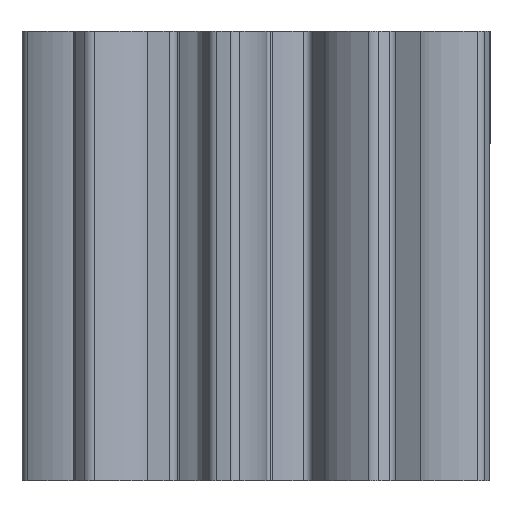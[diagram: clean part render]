
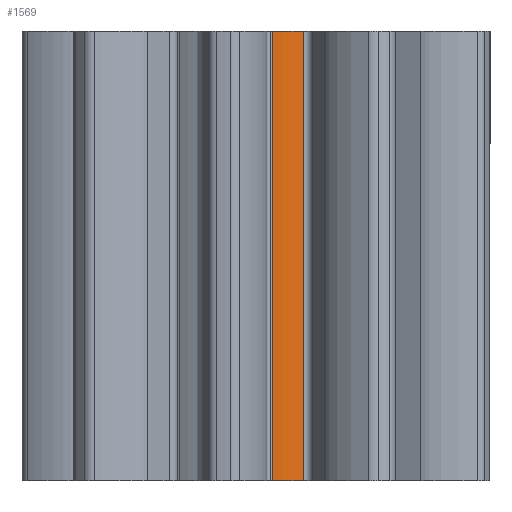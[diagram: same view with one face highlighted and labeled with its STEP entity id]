
A CAD part, left-side view. The second image highlights one B-rep face of the part: STEP entity #1569.
In plain terms, the highlighted cylindrical face has radius 0.975 mm (diameter 1.95 mm), a partial arc.
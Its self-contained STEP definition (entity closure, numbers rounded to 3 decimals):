
#103 = ORIENTED_EDGE ( 'NONE', *, *, #2936, .F. ) ;
#189 = FACE_OUTER_BOUND ( 'NONE', #2000, .T. ) ;
#303 = VERTEX_POINT ( 'NONE', #2953 ) ;
#331 = VERTEX_POINT ( 'NONE', #1784 ) ;
#356 = DIRECTION ( 'NONE',  ( 0., 0., -1. ) ) ;
#505 = CARTESIAN_POINT ( 'NONE',  ( -0.972, -0.077, 0. ) ) ;
#654 = LINE ( 'NONE', #773, #2042 ) ;
#773 = CARTESIAN_POINT ( 'NONE',  ( -0.931, -0.288, 10.878 ) ) ;
#978 = AXIS2_PLACEMENT_3D ( 'NONE', #1665, #4672, #3936 ) ;
#1113 = DIRECTION ( 'NONE',  ( -0.94, -0.342, 0. ) ) ;
#1127 = CARTESIAN_POINT ( 'NONE',  ( 0., 0., -3.1 ) ) ;
#1510 = CARTESIAN_POINT ( 'NONE',  ( -0.931, -0.288, -3.1 ) ) ;
#1562 = AXIS2_PLACEMENT_3D ( 'NONE', #1127, #356, #1113 ) ;
#1569 = ADVANCED_FACE ( 'NONE', ( #189 ), #4247, .T. ) ;
#1581 = ORIENTED_EDGE ( 'NONE', *, *, #2958, .T. ) ;
#1665 = CARTESIAN_POINT ( 'NONE',  ( 0., 0., 0. ) ) ;
#1777 = DIRECTION ( 'NONE',  ( 0., 0., -1. ) ) ;
#1784 = CARTESIAN_POINT ( 'NONE',  ( -0.931, -0.288, 0. ) ) ;
#2000 = EDGE_LOOP ( 'NONE', ( #3004, #1581, #103, #2226 ) ) ;
#2042 = VECTOR ( 'NONE', #3014, 1000. ) ;
#2212 = CIRCLE ( 'NONE', #1562, 0.975 ) ;
#2226 = ORIENTED_EDGE ( 'NONE', *, *, #3528, .T. ) ;
#2255 = CARTESIAN_POINT ( 'NONE',  ( -0.972, -0.077, 10.878 ) ) ;
#2394 = VECTOR ( 'NONE', #2631, 1000. ) ;
#2546 = VERTEX_POINT ( 'NONE', #505 ) ;
#2610 = EDGE_CURVE ( 'NONE', #331, #2546, #4898, .T. ) ;
#2631 = DIRECTION ( 'NONE',  ( 0., 0., -1. ) ) ;
#2936 = EDGE_CURVE ( 'NONE', #3142, #303, #2212, .T. ) ;
#2953 = CARTESIAN_POINT ( 'NONE',  ( -0.972, -0.077, -3.1 ) ) ;
#2958 = EDGE_CURVE ( 'NONE', #2546, #303, #4414, .T. ) ;
#3004 = ORIENTED_EDGE ( 'NONE', *, *, #2610, .T. ) ;
#3014 = DIRECTION ( 'NONE',  ( 0., 0., 1. ) ) ;
#3142 = VERTEX_POINT ( 'NONE', #1510 ) ;
#3226 = DIRECTION ( 'NONE',  ( 0.94, 0.342, 0. ) ) ;
#3528 = EDGE_CURVE ( 'NONE', #3142, #331, #654, .T. ) ;
#3936 = DIRECTION ( 'NONE',  ( -0.94, -0.342, 0. ) ) ;
#4247 = CYLINDRICAL_SURFACE ( 'NONE', #4465, 0.975 ) ;
#4414 = LINE ( 'NONE', #2255, #2394 ) ;
#4465 = AXIS2_PLACEMENT_3D ( 'NONE', #4809, #1777, #3226 ) ;
#4672 = DIRECTION ( 'NONE',  ( 0., 0., -1. ) ) ;
#4809 = CARTESIAN_POINT ( 'NONE',  ( 0., 0., 10.878 ) ) ;
#4898 = CIRCLE ( 'NONE', #978, 0.975 ) ;
